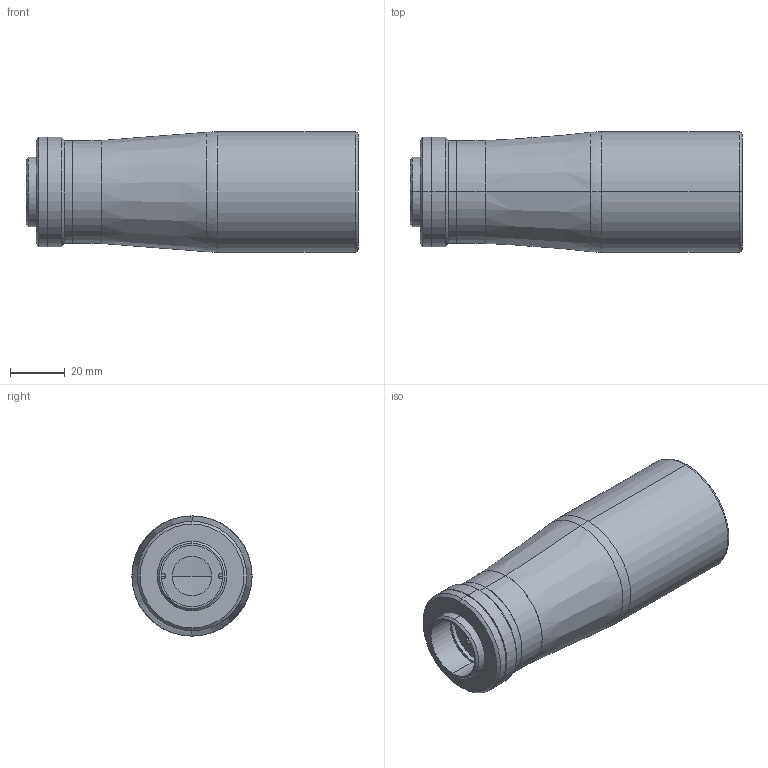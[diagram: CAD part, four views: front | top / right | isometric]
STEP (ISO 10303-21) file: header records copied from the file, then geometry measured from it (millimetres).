
FILE_DESCRIPTION (( 'STEP AP214' ), '1' );
FILE_NAME ('TC1224.STEP', '2013-04-19T09:24:15', ( 'Work' ), ( '' ), 'SwSTEP 2.0', 'SolidWorks 2013', '' );
FILE_SCHEMA (( 'AUTOMOTIVE_DESIGN' ));
Length unit declared in the file: millimetre
Products named in the file (1): TC1224
Bounding box: 121.5 x 44 x 44 mm (x, y, z)
Surface area: 25057 mm2 (no closed solid volume)
Topology: 0 solids, 10 shells, 65 faces, 176 edges, 124 vertices
Faces by surface type: cylinder 26, plane 20, cone 13, torus 4, sphere 2
Entity records: 2862 total; most frequent: DIRECTION 427, CARTESIAN_POINT 378, ORIENTED_EDGE 286, AXIS2_PLACEMENT_3D 189, EDGE_CURVE 176, VERTEX_POINT 124, CIRCLE 123, EDGE_LOOP 88
